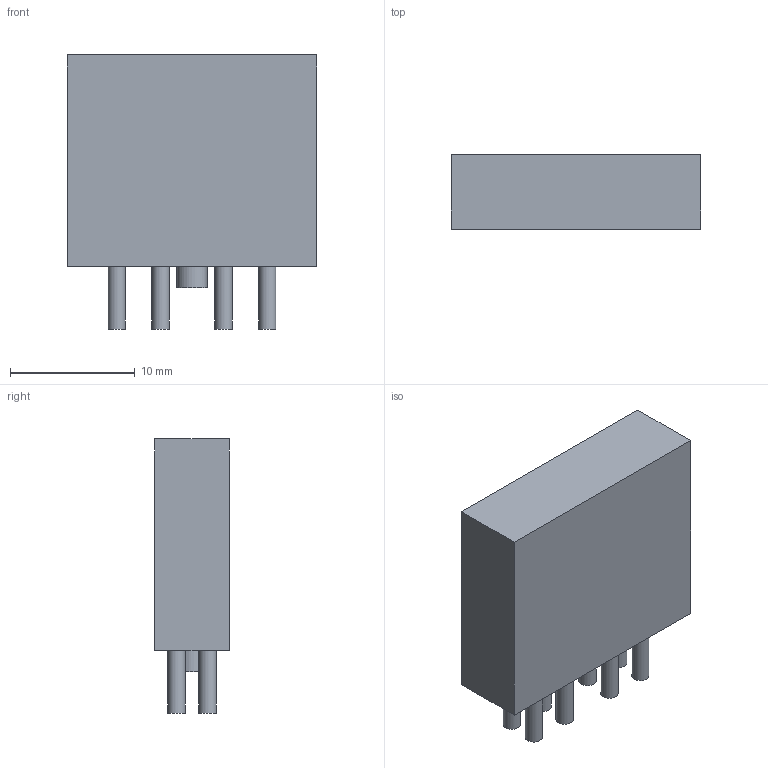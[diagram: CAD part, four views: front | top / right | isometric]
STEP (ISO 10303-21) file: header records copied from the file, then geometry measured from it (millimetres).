
FILE_DESCRIPTION(('FreeCAD Model'),'2;1');
FILE_NAME('261652.2.2.stp','2018-10-16T17:19:03',( 'Author'),(''),'Open CASCADE STEP processor 6.8','FreeCAD','Unknown' );
FILE_SCHEMA(('AUTOMOTIVE_DESIGN_CC2 { 1 2 10303 214 -1 1 5 4 }'));
Length unit declared in the file: millimetre
Products named in the file (4): ASSEMBLY; Body; Leads; lug9
Assembly tree (11 placements, depth 2):
  ASSEMBLY
    Body
    Leads  x9
    lug9
Bounding box: 20 x 6 x 22 mm (x, y, z)
Volume: 2602.2 mm3; surface area: 2951.5 mm2
Topology: 74 solids, 74 shells, 225 faces, 231 edges, 154 vertices
Faces by surface type: plane 152, cylinder 73
Full cylindrical faces by diameter (mm): 1.4 x72, 2.45 x1
Entity records: 1363 total; most frequent: DIRECTION 225, CARTESIAN_POINT 188, LINE 81, VECTOR 81, ORIENTED_EDGE 78, PCURVE 78, DEFINITIONAL_REPRESENTATION 78, AXIS2_PLACEMENT_3D 63
